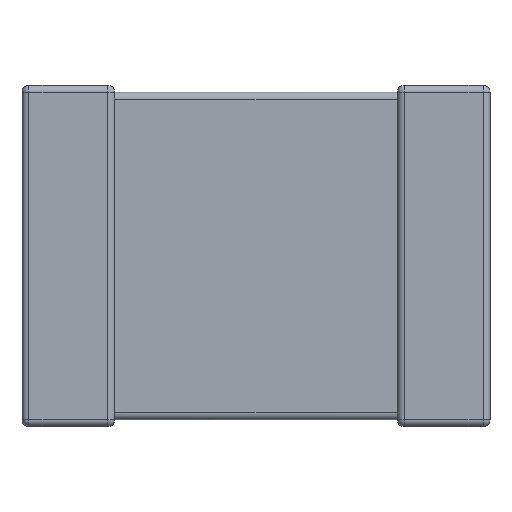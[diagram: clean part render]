
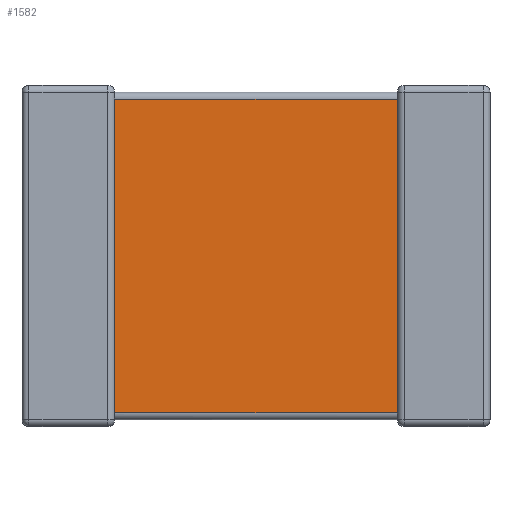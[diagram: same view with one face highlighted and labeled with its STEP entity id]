
A CAD part, front view. The second image highlights one B-rep face of the part: STEP entity #1582.
In plain terms, the highlighted planar face has unit normal (0, -1, 0).
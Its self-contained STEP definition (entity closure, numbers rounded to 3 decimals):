
#52 = DIRECTION ( 'NONE',  ( 0., 0., 1. ) ) ;
#66 = VERTEX_POINT ( 'NONE', #164 ) ;
#164 = CARTESIAN_POINT ( 'NONE',  ( 3.85, 0.07, -3.36 ) ) ;
#216 = DIRECTION ( 'NONE',  ( 0., 0., -1. ) ) ;
#218 = AXIS2_PLACEMENT_3D ( 'NONE', #4187, #7083, #216 ) ;
#266 = VECTOR ( 'NONE', #3992, 1000. ) ;
#475 = CARTESIAN_POINT ( 'NONE',  ( 3.85, 0.07, -3.36 ) ) ;
#955 = ORIENTED_EDGE ( 'NONE', *, *, #3451, .T. ) ;
#1111 = CARTESIAN_POINT ( 'NONE',  ( 0.95, 0.07, -3.36 ) ) ;
#1113 = CARTESIAN_POINT ( 'NONE',  ( 0.95, 0.07, -0.14 ) ) ;
#1331 = EDGE_LOOP ( 'NONE', ( #5191, #1524, #955, #7536 ) ) ;
#1524 = ORIENTED_EDGE ( 'NONE', *, *, #4036, .T. ) ;
#1582 = ADVANCED_FACE ( 'NONE', ( #1937 ), #7232, .T. ) ;
#1682 = DIRECTION ( 'NONE',  ( -1., 0., 0. ) ) ;
#1937 = FACE_OUTER_BOUND ( 'NONE', #1331, .T. ) ;
#2060 = CARTESIAN_POINT ( 'NONE',  ( 0.95, 0.07, -0.14 ) ) ;
#2340 = CARTESIAN_POINT ( 'NONE',  ( 3.85, 0.07, -3.5 ) ) ;
#2712 = VERTEX_POINT ( 'NONE', #6485 ) ;
#2910 = LINE ( 'NONE', #1113, #4381 ) ;
#2923 = LINE ( 'NONE', #2340, #6707 ) ;
#2941 = VECTOR ( 'NONE', #7523, 1000. ) ;
#3003 = EDGE_CURVE ( 'NONE', #2712, #4333, #2910, .T. ) ;
#3451 = EDGE_CURVE ( 'NONE', #66, #2712, #2923, .T. ) ;
#3992 = DIRECTION ( 'NONE',  ( 0., 0., 1. ) ) ;
#4027 = CARTESIAN_POINT ( 'NONE',  ( 0.95, 0.07, -3.5 ) ) ;
#4036 = EDGE_CURVE ( 'NONE', #5500, #66, #4500, .T. ) ;
#4187 = CARTESIAN_POINT ( 'NONE',  ( 0.95, 0.07, -3.5 ) ) ;
#4333 = VERTEX_POINT ( 'NONE', #2060 ) ;
#4381 = VECTOR ( 'NONE', #1682, 1000. ) ;
#4500 = LINE ( 'NONE', #475, #2941 ) ;
#5191 = ORIENTED_EDGE ( 'NONE', *, *, #5205, .F. ) ;
#5205 = EDGE_CURVE ( 'NONE', #5500, #4333, #6784, .T. ) ;
#5500 = VERTEX_POINT ( 'NONE', #1111 ) ;
#6485 = CARTESIAN_POINT ( 'NONE',  ( 3.85, 0.07, -0.14 ) ) ;
#6707 = VECTOR ( 'NONE', #52, 1000. ) ;
#6784 = LINE ( 'NONE', #4027, #266 ) ;
#7083 = DIRECTION ( 'NONE',  ( 0., -1., 0. ) ) ;
#7232 = PLANE ( 'NONE',  #218 ) ;
#7523 = DIRECTION ( 'NONE',  ( 1., 0., 0. ) ) ;
#7536 = ORIENTED_EDGE ( 'NONE', *, *, #3003, .T. ) ;
